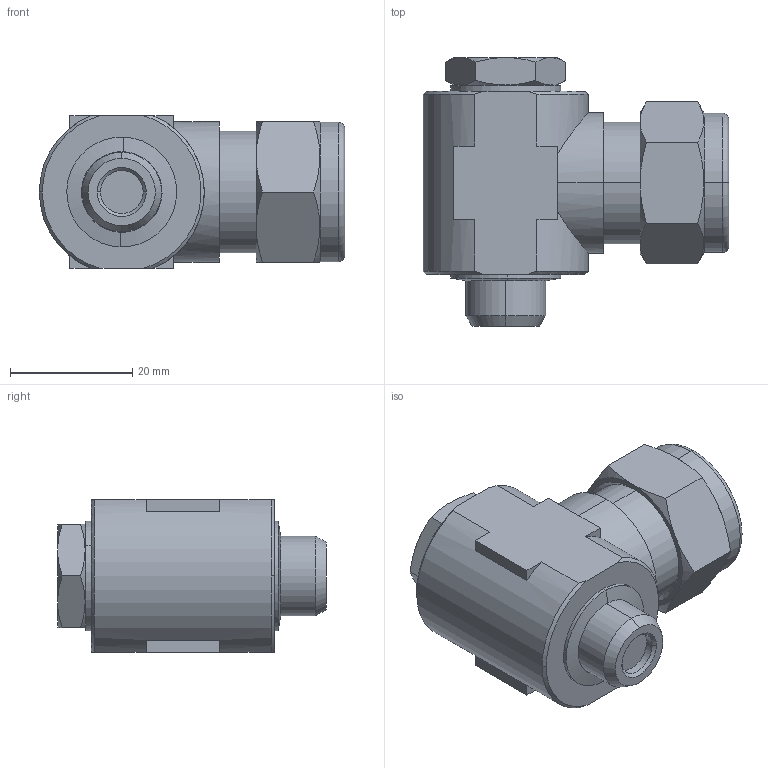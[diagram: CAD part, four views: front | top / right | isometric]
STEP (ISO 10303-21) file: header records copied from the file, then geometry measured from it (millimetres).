
FILE_DESCRIPTION (( 'STEP AP214' ), '1' );
FILE_NAME ('1055000009.step', '2013-02-25T17:18:25', ( '' ), ( '' ), 'SwSTEP 2.0', 'SolidWorks 2012', '' );
FILE_SCHEMA (( 'AUTOMOTIVE_DESIGN' ));
Length unit declared in the file: millimetre
Products named in the file (1): 1055000009
Bounding box: 50 x 44 x 25 mm (x, y, z)
Volume: 28841 mm3; surface area: 6701.9 mm2
Topology: 1 solids, 3 shells, 113 faces, 253 edges, 154 vertices
Faces by surface type: plane 47, cone 38, cylinder 26, torus 2
Entity records: 4687 total; most frequent: CARTESIAN_POINT 941, DIRECTION 517, ORIENTED_EDGE 506, EDGE_CURVE 253, AXIS2_PLACEMENT_3D 207, VERTEX_POINT 154, EDGE_LOOP 121, UNCERTAINTY_MEASURE_WITH_UNIT 116
